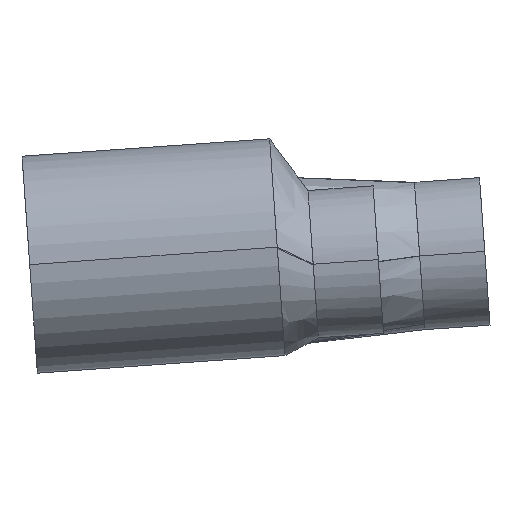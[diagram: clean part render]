
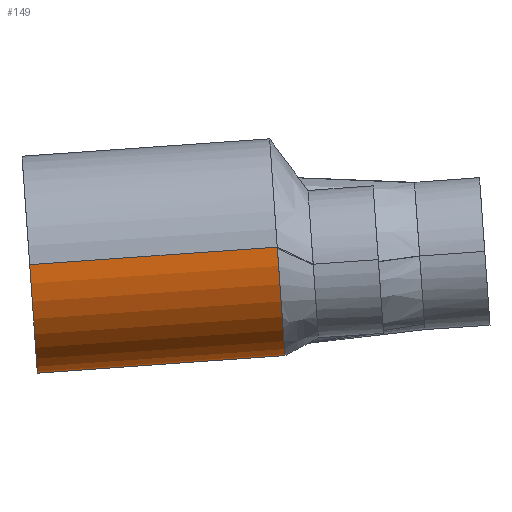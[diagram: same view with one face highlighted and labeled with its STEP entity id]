
A CAD part, front view. The second image highlights one B-rep face of the part: STEP entity #149.
In plain terms, the highlighted cylindrical face has radius 50 mm (diameter 100 mm), a partial arc.
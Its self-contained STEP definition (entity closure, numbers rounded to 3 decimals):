
#70=CARTESIAN_POINT('Vertex',(3587.022,-606.401,-33.328)) ;
#72=CARTESIAN_POINT('Vertex',(3587.022,-706.401,-33.328)) ;
#75=CARTESIAN_POINT('Axis2P3D Location',(3587.022,-656.401,-33.328)) ;
#103=CARTESIAN_POINT('Axis2P3D Location',(3655.112,-656.401,-28.495)) ;
#108=CARTESIAN_POINT('Axis2P3D Location',(3700.819,-656.401,-25.251)) ;
#112=CARTESIAN_POINT('Vertex',(3700.819,-706.401,-25.251)) ;
#114=CARTESIAN_POINT('Vertex',(3701.411,-607.107,-33.598)) ;
#117=CARTESIAN_POINT('Line Origine',(3643.92,-706.401,-29.29)) ;
#122=CARTESIAN_POINT('Line Origine',(3643.92,-606.401,-29.29)) ;
#126=CARTESIAN_POINT('Vertex',(3660.919,-606.401,-28.083)) ;
#129=CARTESIAN_POINT('Axis2P3D Location',(3660.919,-656.401,-28.083)) ;
#133=CARTESIAN_POINT('Vertex',(3661.512,-607.107,-36.43)) ;
#136=CARTESIAN_POINT('Line Origine',(3644.513,-607.107,-37.637)) ;
#76=DIRECTION('Axis2P3D Direction',(0.997,0.,0.071)) ;
#104=DIRECTION('Axis2P3D Direction',(0.997,0.,0.071)) ;
#105=DIRECTION('Axis2P3D XDirection',(0.,-1.,0.)) ;
#109=DIRECTION('Axis2P3D Direction',(0.997,0.,0.071)) ;
#118=DIRECTION('Vector Direction',(0.997,0.,0.071)) ;
#123=DIRECTION('Vector Direction',(0.997,0.,0.071)) ;
#130=DIRECTION('Axis2P3D Direction',(0.997,0.,0.071)) ;
#137=DIRECTION('Vector Direction',(0.997,0.,0.071)) ;
#77=AXIS2_PLACEMENT_3D('Circle Axis2P3D',#75,#76,$) ;
#106=AXIS2_PLACEMENT_3D('Cylinder Axis2P3D',#103,#104,#105) ;
#110=AXIS2_PLACEMENT_3D('Circle Axis2P3D',#108,#109,$) ;
#131=AXIS2_PLACEMENT_3D('Circle Axis2P3D',#129,#130,$) ;
#142=ORIENTED_EDGE('',*,*,#116,.F.) ;
#143=ORIENTED_EDGE('',*,*,#121,.F.) ;
#144=ORIENTED_EDGE('',*,*,#79,.T.) ;
#145=ORIENTED_EDGE('',*,*,#128,.T.) ;
#146=ORIENTED_EDGE('',*,*,#135,.F.) ;
#147=ORIENTED_EDGE('',*,*,#140,.T.) ;
#119=VECTOR('Line Direction',#118,1.) ;
#124=VECTOR('Line Direction',#123,1.) ;
#138=VECTOR('Line Direction',#137,1.) ;
#149=ADVANCED_FACE('K_Abgasb_1',(#148),#107,.T.) ;
#78=CIRCLE('generated circle',#77,50.) ;
#111=CIRCLE('generated circle',#110,50.) ;
#132=CIRCLE('generated circle',#131,50.) ;
#107=CYLINDRICAL_SURFACE('generated cylinder',#106,50.) ;
#79=EDGE_CURVE('',#73,#71,#78,.T.) ;
#116=EDGE_CURVE('',#113,#115,#111,.T.) ;
#121=EDGE_CURVE('',#73,#113,#120,.T.) ;
#128=EDGE_CURVE('',#71,#127,#125,.T.) ;
#135=EDGE_CURVE('',#134,#127,#132,.T.) ;
#140=EDGE_CURVE('',#134,#115,#139,.T.) ;
#141=EDGE_LOOP('',(#142,#143,#144,#145,#146,#147)) ;
#148=FACE_OUTER_BOUND('',#141,.T.) ;
#120=LINE('Line',#117,#119) ;
#125=LINE('Line',#122,#124) ;
#139=LINE('Line',#136,#138) ;
#71=VERTEX_POINT('',#70) ;
#73=VERTEX_POINT('',#72) ;
#113=VERTEX_POINT('',#112) ;
#115=VERTEX_POINT('',#114) ;
#127=VERTEX_POINT('',#126) ;
#134=VERTEX_POINT('',#133) ;
